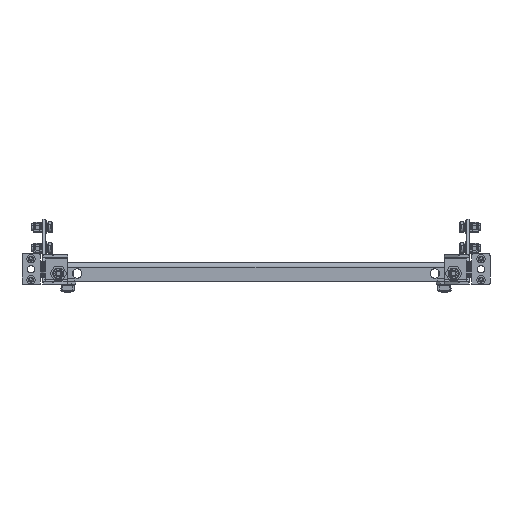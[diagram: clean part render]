
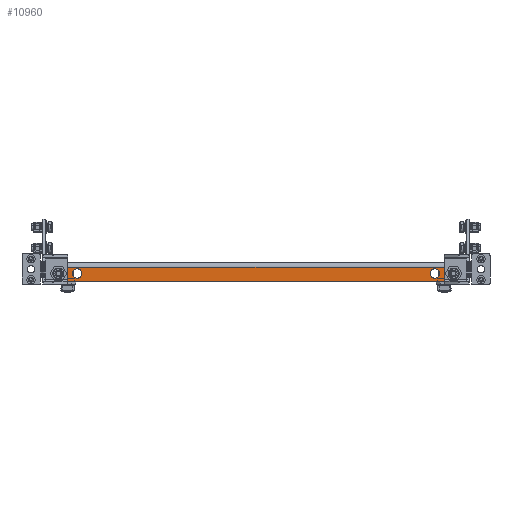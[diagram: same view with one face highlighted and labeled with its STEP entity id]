
A CAD part, front view. The second image highlights one B-rep face of the part: STEP entity #10960.
In plain terms, the highlighted planar face has unit normal (0, -1, 0).
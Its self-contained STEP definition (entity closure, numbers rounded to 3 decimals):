
#32 = VERTEX_POINT ( 'NONE', #13465 ) ;
#100 = EDGE_CURVE ( 'NONE', #9077, #4494, #3707, .T. ) ;
#242 = VERTEX_POINT ( 'NONE', #2707 ) ;
#777 = EDGE_CURVE ( 'NONE', #19781, #19640, #3427, .T. ) ;
#824 = VERTEX_POINT ( 'NONE', #6173 ) ;
#906 = CIRCLE ( 'NONE', #14460, 5.5 ) ;
#979 = FACE_OUTER_BOUND ( 'NONE', #9439, .T. ) ;
#1125 = DIRECTION ( 'NONE',  ( 0., 0., -1. ) ) ;
#1146 = EDGE_CURVE ( 'NONE', #1582, #7806, #17833, .T. ) ;
#1231 = DIRECTION ( 'NONE',  ( 0., -1., 0. ) ) ;
#1379 = DIRECTION ( 'NONE',  ( 0., 1., 0. ) ) ;
#1520 = CIRCLE ( 'NONE', #2831, 5.5 ) ;
#1582 = VERTEX_POINT ( 'NONE', #17882 ) ;
#1612 = DIRECTION ( 'NONE',  ( 0., 1., 0. ) ) ;
#1719 = CARTESIAN_POINT ( 'NONE',  ( -212.5, -548., -5. ) ) ;
#1758 = FACE_BOUND ( 'NONE', #5707, .T. ) ;
#1808 = CIRCLE ( 'NONE', #9093, 5.5 ) ;
#2399 = VECTOR ( 'NONE', #7419, 1000. ) ;
#2509 = DIRECTION ( 'NONE',  ( 0., 0., 1. ) ) ;
#2595 = ORIENTED_EDGE ( 'NONE', *, *, #20844, .T. ) ;
#2666 = CARTESIAN_POINT ( 'NONE',  ( -235., -548., -10.5 ) ) ;
#2707 = CARTESIAN_POINT ( 'NONE',  ( -235., -548., -16. ) ) ;
#2805 = ORIENTED_EDGE ( 'NONE', *, *, #777, .F. ) ;
#2831 = AXIS2_PLACEMENT_3D ( 'NONE', #15449, #13688, #5610 ) ;
#2953 = CIRCLE ( 'NONE', #18019, 5.5 ) ;
#3118 = EDGE_LOOP ( 'NONE', ( #12710, #15663 ) ) ;
#3427 = LINE ( 'NONE', #10774, #2399 ) ;
#3630 = CARTESIAN_POINT ( 'NONE',  ( -249.5, -548., -20. ) ) ;
#3707 = CIRCLE ( 'NONE', #13319, 5. ) ;
#4494 = VERTEX_POINT ( 'NONE', #12536 ) ;
#4642 = EDGE_CURVE ( 'NONE', #19110, #242, #906, .T. ) ;
#4775 = PLANE ( 'NONE',  #10070 ) ;
#4919 = CARTESIAN_POINT ( 'NONE',  ( 241.146, -548., -15. ) ) ;
#5610 = DIRECTION ( 'NONE',  ( 0., 0., -1. ) ) ;
#5707 = EDGE_LOOP ( 'NONE', ( #20512, #9605 ) ) ;
#6035 = CARTESIAN_POINT ( 'NONE',  ( -235., -548., -10.5 ) ) ;
#6112 = FACE_BOUND ( 'NONE', #18840, .T. ) ;
#6173 = CARTESIAN_POINT ( 'NONE',  ( 241.146, -548., -20. ) ) ;
#6478 = DIRECTION ( 'NONE',  ( 0., 0., 1. ) ) ;
#6631 = DIRECTION ( 'NONE',  ( 0., -1., 0. ) ) ;
#6870 = DIRECTION ( 'NONE',  ( 0., 0., -1. ) ) ;
#7047 = CIRCLE ( 'NONE', #11009, 5. ) ;
#7056 = EDGE_CURVE ( 'NONE', #7806, #1582, #2953, .T. ) ;
#7419 = DIRECTION ( 'NONE',  ( 1., 0., 0. ) ) ;
#7654 = CARTESIAN_POINT ( 'NONE',  ( -212.5, -548., -10.5 ) ) ;
#7806 = VERTEX_POINT ( 'NONE', #20657 ) ;
#7881 = ORIENTED_EDGE ( 'NONE', *, *, #9198, .T. ) ;
#8099 = DIRECTION ( 'NONE',  ( 0., 0., -1. ) ) ;
#8661 = CARTESIAN_POINT ( 'NONE',  ( -235., -548., -5. ) ) ;
#9010 = LINE ( 'NONE', #19815, #14844 ) ;
#9077 = VERTEX_POINT ( 'NONE', #9578 ) ;
#9093 = AXIS2_PLACEMENT_3D ( 'NONE', #7654, #14094, #1125 ) ;
#9128 = ORIENTED_EDGE ( 'NONE', *, *, #16882, .T. ) ;
#9198 = EDGE_CURVE ( 'NONE', #19781, #9077, #9010, .T. ) ;
#9439 = EDGE_LOOP ( 'NONE', ( #12069, #2595, #18426, #2805, #7881, #14960 ) ) ;
#9556 = DIRECTION ( 'NONE',  ( 0., 0., -1. ) ) ;
#9578 = CARTESIAN_POINT ( 'NONE',  ( -246.146, -548., -15. ) ) ;
#9605 = ORIENTED_EDGE ( 'NONE', *, *, #19476, .F. ) ;
#9931 = DIRECTION ( 'NONE',  ( 0., 0., -1. ) ) ;
#10070 = AXIS2_PLACEMENT_3D ( 'NONE', #16043, #1612, #6478 ) ;
#10774 = CARTESIAN_POINT ( 'NONE',  ( 249.5, -548., -3.3 ) ) ;
#10824 = DIRECTION ( 'NONE',  ( 0., -1., 0. ) ) ;
#10937 = VERTEX_POINT ( 'NONE', #16243 ) ;
#10960 = ADVANCED_FACE ( 'NONE', ( #15233, #6112, #17772, #1758, #979 ), #4775, .F. ) ;
#11009 = AXIS2_PLACEMENT_3D ( 'NONE', #4919, #6631, #14629 ) ;
#11188 = CARTESIAN_POINT ( 'NONE',  ( 235., -548., -10.5 ) ) ;
#11229 = AXIS2_PLACEMENT_3D ( 'NONE', #11523, #13187, #19650 ) ;
#11334 = VERTEX_POINT ( 'NONE', #17635 ) ;
#11523 = CARTESIAN_POINT ( 'NONE',  ( 212.5, -548., -10.5 ) ) ;
#11986 = AXIS2_PLACEMENT_3D ( 'NONE', #6035, #1231, #17291 ) ;
#12069 = ORIENTED_EDGE ( 'NONE', *, *, #14910, .T. ) ;
#12321 = AXIS2_PLACEMENT_3D ( 'NONE', #13460, #14923, #6870 ) ;
#12366 = CIRCLE ( 'NONE', #12321, 5.5 ) ;
#12536 = CARTESIAN_POINT ( 'NONE',  ( -241.146, -548., -20. ) ) ;
#12576 = CIRCLE ( 'NONE', #11986, 5.5 ) ;
#12710 = ORIENTED_EDGE ( 'NONE', *, *, #13488, .F. ) ;
#12959 = EDGE_LOOP ( 'NONE', ( #14657, #16627 ) ) ;
#13065 = DIRECTION ( 'NONE',  ( 0., 1., 0. ) ) ;
#13187 = DIRECTION ( 'NONE',  ( 0., 1., 0. ) ) ;
#13319 = AXIS2_PLACEMENT_3D ( 'NONE', #17115, #20059, #2509 ) ;
#13460 = CARTESIAN_POINT ( 'NONE',  ( 212.5, -548., -10.5 ) ) ;
#13465 = CARTESIAN_POINT ( 'NONE',  ( 212.5, -548., -16. ) ) ;
#13488 = EDGE_CURVE ( 'NONE', #242, #19110, #12576, .T. ) ;
#13497 = DIRECTION ( 'NONE',  ( 0., 0., -1. ) ) ;
#13688 = DIRECTION ( 'NONE',  ( 0., -1., 0. ) ) ;
#14094 = DIRECTION ( 'NONE',  ( 0., -1., 0. ) ) ;
#14101 = CARTESIAN_POINT ( 'NONE',  ( 246.146, -548., -3.3 ) ) ;
#14441 = VERTEX_POINT ( 'NONE', #18388 ) ;
#14460 = AXIS2_PLACEMENT_3D ( 'NONE', #2666, #10824, #19237 ) ;
#14629 = DIRECTION ( 'NONE',  ( 0., 0., 1. ) ) ;
#14657 = ORIENTED_EDGE ( 'NONE', *, *, #1146, .T. ) ;
#14756 = CARTESIAN_POINT ( 'NONE',  ( 235., -548., -10.5 ) ) ;
#14844 = VECTOR ( 'NONE', #13497, 1000. ) ;
#14910 = EDGE_CURVE ( 'NONE', #4494, #824, #15079, .T. ) ;
#14923 = DIRECTION ( 'NONE',  ( 0., 1., 0. ) ) ;
#14960 = ORIENTED_EDGE ( 'NONE', *, *, #100, .T. ) ;
#15079 = LINE ( 'NONE', #3630, #18858 ) ;
#15233 = FACE_BOUND ( 'NONE', #12959, .T. ) ;
#15302 = VERTEX_POINT ( 'NONE', #1719 ) ;
#15449 = CARTESIAN_POINT ( 'NONE',  ( -212.5, -548., -10.5 ) ) ;
#15551 = LINE ( 'NONE', #17784, #20083 ) ;
#15663 = ORIENTED_EDGE ( 'NONE', *, *, #4642, .F. ) ;
#15789 = ORIENTED_EDGE ( 'NONE', *, *, #17279, .T. ) ;
#16043 = CARTESIAN_POINT ( 'NONE',  ( -249.5, -548., 0. ) ) ;
#16243 = CARTESIAN_POINT ( 'NONE',  ( 212.5, -548., -5. ) ) ;
#16429 = AXIS2_PLACEMENT_3D ( 'NONE', #14756, #13065, #9931 ) ;
#16627 = ORIENTED_EDGE ( 'NONE', *, *, #7056, .T. ) ;
#16882 = EDGE_CURVE ( 'NONE', #32, #10937, #19240, .T. ) ;
#17115 = CARTESIAN_POINT ( 'NONE',  ( -241.146, -548., -15. ) ) ;
#17279 = EDGE_CURVE ( 'NONE', #10937, #32, #12366, .T. ) ;
#17291 = DIRECTION ( 'NONE',  ( 0., 0., -1. ) ) ;
#17635 = CARTESIAN_POINT ( 'NONE',  ( 246.146, -548., -15. ) ) ;
#17772 = FACE_BOUND ( 'NONE', #3118, .T. ) ;
#17784 = CARTESIAN_POINT ( 'NONE',  ( 246.146, -548., 0. ) ) ;
#17833 = CIRCLE ( 'NONE', #16429, 5.5 ) ;
#17882 = CARTESIAN_POINT ( 'NONE',  ( 235., -548., -16. ) ) ;
#18019 = AXIS2_PLACEMENT_3D ( 'NONE', #11188, #1379, #9556 ) ;
#18161 = DIRECTION ( 'NONE',  ( 1., 0., 0. ) ) ;
#18335 = EDGE_CURVE ( 'NONE', #19640, #11334, #15551, .T. ) ;
#18388 = CARTESIAN_POINT ( 'NONE',  ( -212.5, -548., -16. ) ) ;
#18426 = ORIENTED_EDGE ( 'NONE', *, *, #18335, .F. ) ;
#18742 = EDGE_CURVE ( 'NONE', #14441, #15302, #1808, .T. ) ;
#18840 = EDGE_LOOP ( 'NONE', ( #9128, #15789 ) ) ;
#18858 = VECTOR ( 'NONE', #18161, 1000. ) ;
#19110 = VERTEX_POINT ( 'NONE', #8661 ) ;
#19232 = CARTESIAN_POINT ( 'NONE',  ( -246.146, -548., -3.3 ) ) ;
#19237 = DIRECTION ( 'NONE',  ( 0., 0., -1. ) ) ;
#19240 = CIRCLE ( 'NONE', #11229, 5.5 ) ;
#19476 = EDGE_CURVE ( 'NONE', #15302, #14441, #1520, .T. ) ;
#19640 = VERTEX_POINT ( 'NONE', #14101 ) ;
#19650 = DIRECTION ( 'NONE',  ( 0., 0., -1. ) ) ;
#19781 = VERTEX_POINT ( 'NONE', #19232 ) ;
#19815 = CARTESIAN_POINT ( 'NONE',  ( -246.146, -548., 0. ) ) ;
#20059 = DIRECTION ( 'NONE',  ( 0., -1., 0. ) ) ;
#20083 = VECTOR ( 'NONE', #8099, 1000. ) ;
#20512 = ORIENTED_EDGE ( 'NONE', *, *, #18742, .F. ) ;
#20657 = CARTESIAN_POINT ( 'NONE',  ( 235., -548., -5. ) ) ;
#20844 = EDGE_CURVE ( 'NONE', #824, #11334, #7047, .T. ) ;
